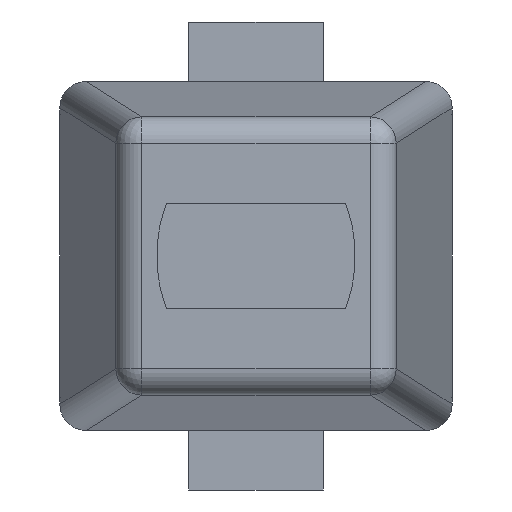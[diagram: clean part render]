
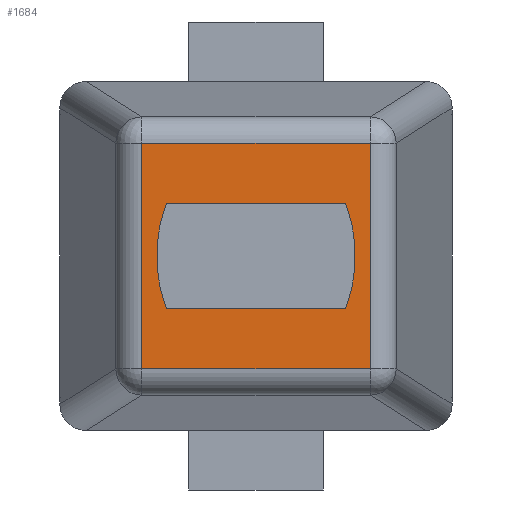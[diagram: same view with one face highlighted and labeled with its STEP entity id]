
A CAD part, front view. The second image highlights one B-rep face of the part: STEP entity #1684.
In plain terms, the highlighted planar face has unit normal (0, -1, 0).
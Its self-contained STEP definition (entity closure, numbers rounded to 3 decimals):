
#413=DIRECTION('',(-1.,0.,0.));
#414=VECTOR('',#413,10.818);
#415=CARTESIAN_POINT('',(5.409,-20.5,5.353));
#416=LINE('',#415,#414);
#417=DIRECTION('',(0.,0.,1.));
#418=VECTOR('',#417,10.707);
#419=CARTESIAN_POINT('',(5.409,-20.5,-5.353));
#420=LINE('',#419,#418);
#421=DIRECTION('',(1.,0.,0.));
#422=VECTOR('',#421,10.818);
#423=CARTESIAN_POINT('',(-5.409,-20.5,-5.353));
#424=LINE('',#423,#422);
#425=DIRECTION('',(0.,0.,-1.));
#426=VECTOR('',#425,10.707);
#427=CARTESIAN_POINT('',(-5.409,-20.5,5.353));
#428=LINE('',#427,#426);
#429=CARTESIAN_POINT('',(-2.288,-20.5,0.));
#430=DIRECTION('',(0.,-1.,0.));
#431=DIRECTION('',(0.934,0.,-0.357));
#432=AXIS2_PLACEMENT_3D('',#429,#430,#431);
#434=DIRECTION('',(-1.,0.,0.));
#435=VECTOR('',#434,8.5);
#436=CARTESIAN_POINT('',(4.25,-20.5,2.5));
#437=LINE('',#436,#435);
#438=CARTESIAN_POINT('',(2.288,-20.5,0.));
#439=DIRECTION('',(0.,-1.,0.));
#440=DIRECTION('',(-0.934,0.,0.357));
#441=AXIS2_PLACEMENT_3D('',#438,#439,#440);
#443=DIRECTION('',(1.,0.,0.));
#444=VECTOR('',#443,8.5);
#445=CARTESIAN_POINT('',(-4.25,-20.5,-2.5));
#446=LINE('',#445,#444);
#970=CARTESIAN_POINT('',(5.409,-20.5,5.353));
#971=CARTESIAN_POINT('',(-5.409,-20.5,5.353));
#972=VERTEX_POINT('',#970);
#973=VERTEX_POINT('',#971);
#978=CARTESIAN_POINT('',(5.409,-20.5,-5.353));
#979=VERTEX_POINT('',#978);
#988=CARTESIAN_POINT('',(-5.409,-20.5,-5.353));
#989=VERTEX_POINT('',#988);
#1006=CARTESIAN_POINT('',(4.25,-20.5,-2.5));
#1007=CARTESIAN_POINT('',(4.25,-20.5,2.5));
#1008=VERTEX_POINT('',#1006);
#1009=VERTEX_POINT('',#1007);
#1010=CARTESIAN_POINT('',(-4.25,-20.5,2.5));
#1011=VERTEX_POINT('',#1010);
#1012=CARTESIAN_POINT('',(-4.25,-20.5,-2.5));
#1013=VERTEX_POINT('',#1012);
#1662=CARTESIAN_POINT('',(0.,-20.5,0.));
#1663=DIRECTION('',(0.,-1.,0.));
#1664=DIRECTION('',(0.,0.,-1.));
#1665=AXIS2_PLACEMENT_3D('',#1662,#1663,#1664);
#1666=PLANE('',#1665);
#1667=ORIENTED_EDGE('',*,*,#1630,.F.);
#1668=ORIENTED_EDGE('',*,*,#1653,.F.);
#1670=ORIENTED_EDGE('',*,*,#1669,.F.);
#1671=ORIENTED_EDGE('',*,*,#1577,.F.);
#1672=EDGE_LOOP('',(#1667,#1668,#1670,#1671));
#1673=FACE_OUTER_BOUND('',#1672,.F.);
#1675=ORIENTED_EDGE('',*,*,#1674,.T.);
#1677=ORIENTED_EDGE('',*,*,#1676,.T.);
#1679=ORIENTED_EDGE('',*,*,#1678,.T.);
#1681=ORIENTED_EDGE('',*,*,#1680,.T.);
#1682=EDGE_LOOP('',(#1675,#1677,#1679,#1681));
#1683=FACE_BOUND('',#1682,.F.);
#1684=ADVANCED_FACE('',(#1673,#1683),#1666,.T.);
#433=CIRCLE('',#432,7.);
#442=CIRCLE('',#441,7.);
#1577=EDGE_CURVE('',#973,#989,#428,.T.);
#1630=EDGE_CURVE('',#972,#973,#416,.T.);
#1653=EDGE_CURVE('',#979,#972,#420,.T.);
#1669=EDGE_CURVE('',#989,#979,#424,.T.);
#1674=EDGE_CURVE('',#1008,#1009,#433,.T.);
#1676=EDGE_CURVE('',#1009,#1011,#437,.T.);
#1678=EDGE_CURVE('',#1011,#1013,#442,.T.);
#1680=EDGE_CURVE('',#1013,#1008,#446,.T.);
